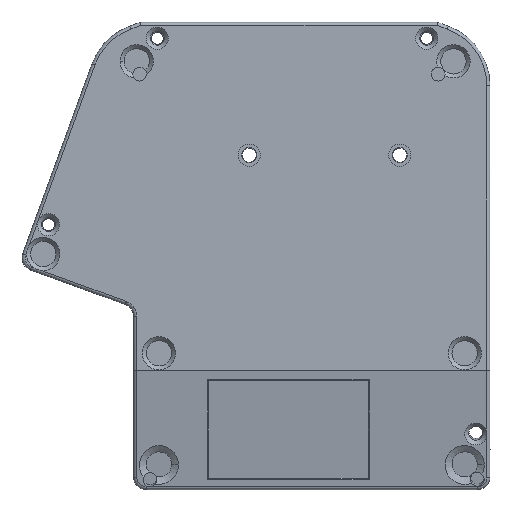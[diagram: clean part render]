
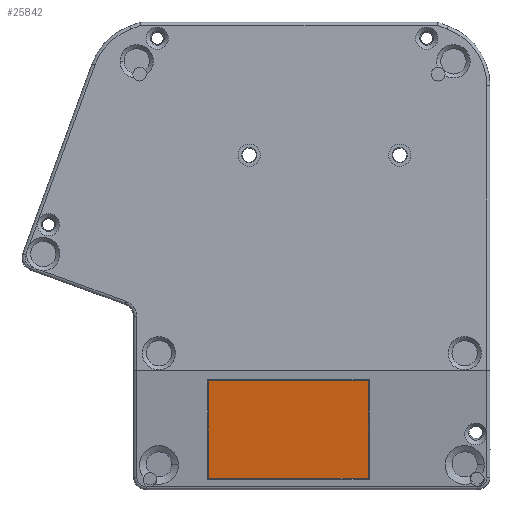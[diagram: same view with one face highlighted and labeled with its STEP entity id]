
A CAD part, front view. The second image highlights one B-rep face of the part: STEP entity #25842.
In plain terms, the highlighted planar face has unit normal (0, -0.988, -0.156).
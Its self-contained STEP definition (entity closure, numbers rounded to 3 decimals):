
#20383 = PLANE('',#20384);
#20384 = AXIS2_PLACEMENT_3D('',#20385,#20386,#20387);
#20385 = CARTESIAN_POINT('',(28.585,-11.803,
    6.106));
#20386 = DIRECTION('',(0.707,-0.698,-0.111));
#20387 = DIRECTION('',(-0.155,0.,
    -0.988));
#20411 = PLANE('',#20412);
#20412 = AXIS2_PLACEMENT_3D('',#20413,#20414,#20415);
#20413 = CARTESIAN_POINT('',(38.307,-11.111,
    1.737));
#20414 = DIRECTION('',(0.,-0.588,-0.809));
#20415 = DIRECTION('',(-1.,0.,0.));
#20439 = PLANE('',#20440);
#20440 = AXIS2_PLACEMENT_3D('',#20441,#20442,#20443);
#20441 = CARTESIAN_POINT('',(92.974,-14.912,
    25.737));
#20442 = DIRECTION('',(-0.707,-0.698,-0.111)
  );
#20443 = DIRECTION('',(-0.155,0.,0.988)
  );
#20465 = PLANE('',#20466);
#20466 = AXIS2_PLACEMENT_3D('',#20467,#20468,#20469);
#20467 = CARTESIAN_POINT('',(70.311,-4.833,
    -37.901));
#20468 = DIRECTION('',(0.,-0.809,0.588));
#20469 = DIRECTION('',(1.,0.,0.));
#23969 = VERTEX_POINT('',#23970);
#23970 = CARTESIAN_POINT('',(28.776,-4.675,
    -37.683));
#23991 = EDGE_CURVE('',#23969,#23992,#23994,.T.);
#23992 = VERTEX_POINT('',#23993);
#23993 = CARTESIAN_POINT('',(28.776,-10.893,
    1.578));
#23994 = SURFACE_CURVE('',#23995,(#23999,#24006),.PCURVE_S1.);
#23995 = LINE('',#23996,#23997);
#23996 = CARTESIAN_POINT('',(28.776,-4.675,
    -37.683));
#23997 = VECTOR('',#23998,1.);
#23998 = DIRECTION('',(0.,-0.156,0.988));
#23999 = PCURVE('',#20383,#24000);
#24000 = DEFINITIONAL_REPRESENTATION('',(#24001),#24005);
#24001 = LINE('',#24002,#24003);
#24002 = CARTESIAN_POINT('',(43.233,9.96));
#24003 = VECTOR('',#24004,1.);
#24004 = DIRECTION('',(-0.976,-0.219));
#24005 = ( GEOMETRIC_REPRESENTATION_CONTEXT(2) 
PARAMETRIC_REPRESENTATION_CONTEXT() REPRESENTATION_CONTEXT('2D SPACE',''
  ) );
#24006 = PCURVE('',#24007,#24012);
#24007 = PLANE('',#24008);
#24008 = AXIS2_PLACEMENT_3D('',#24009,#24010,#24011);
#24009 = CARTESIAN_POINT('',(60.78,-7.784,
    -18.052));
#24010 = DIRECTION('',(0.,0.988,0.156));
#24011 = DIRECTION('',(0.,-0.156,0.988));
#24012 = DEFINITIONAL_REPRESENTATION('',(#24013),#24017);
#24013 = LINE('',#24014,#24015);
#24014 = CARTESIAN_POINT('',(-19.876,-32.004));
#24015 = VECTOR('',#24016,1.);
#24016 = DIRECTION('',(1.,0.));
#24017 = ( GEOMETRIC_REPRESENTATION_CONTEXT(2) 
PARAMETRIC_REPRESENTATION_CONTEXT() REPRESENTATION_CONTEXT('2D SPACE',''
  ) );
#24045 = EDGE_CURVE('',#23992,#24046,#24048,.T.);
#24046 = VERTEX_POINT('',#24047);
#24047 = CARTESIAN_POINT('',(92.784,-10.893,
    1.578));
#24048 = SURFACE_CURVE('',#24049,(#24053,#24060),.PCURVE_S1.);
#24049 = LINE('',#24050,#24051);
#24050 = CARTESIAN_POINT('',(28.776,-10.893,
    1.578));
#24051 = VECTOR('',#24052,1.);
#24052 = DIRECTION('',(1.,0.,0.));
#24053 = PCURVE('',#20411,#24054);
#24054 = DEFINITIONAL_REPRESENTATION('',(#24055),#24059);
#24055 = LINE('',#24056,#24057);
#24056 = CARTESIAN_POINT('',(9.531,0.269));
#24057 = VECTOR('',#24058,1.);
#24058 = DIRECTION('',(-1.,0.));
#24059 = ( GEOMETRIC_REPRESENTATION_CONTEXT(2) 
PARAMETRIC_REPRESENTATION_CONTEXT() REPRESENTATION_CONTEXT('2D SPACE',''
  ) );
#24060 = PCURVE('',#24007,#24061);
#24061 = DEFINITIONAL_REPRESENTATION('',(#24062),#24066);
#24062 = LINE('',#24063,#24064);
#24063 = CARTESIAN_POINT('',(19.876,-32.004));
#24064 = VECTOR('',#24065,1.);
#24065 = DIRECTION('',(0.,1.));
#24066 = ( GEOMETRIC_REPRESENTATION_CONTEXT(2) 
PARAMETRIC_REPRESENTATION_CONTEXT() REPRESENTATION_CONTEXT('2D SPACE',''
  ) );
#24094 = VERTEX_POINT('',#24095);
#24095 = CARTESIAN_POINT('',(92.784,-4.675,
    -37.683));
#24116 = EDGE_CURVE('',#24094,#23969,#24117,.T.);
#24117 = SURFACE_CURVE('',#24118,(#24122,#24129),.PCURVE_S1.);
#24118 = LINE('',#24119,#24120);
#24119 = CARTESIAN_POINT('',(92.784,-4.675,
    -37.683));
#24120 = VECTOR('',#24121,1.);
#24121 = DIRECTION('',(-1.,0.,0.));
#24122 = PCURVE('',#20465,#24123);
#24123 = DEFINITIONAL_REPRESENTATION('',(#24124),#24128);
#24124 = LINE('',#24125,#24126);
#24125 = CARTESIAN_POINT('',(22.473,0.269));
#24126 = VECTOR('',#24127,1.);
#24127 = DIRECTION('',(-1.,0.));
#24128 = ( GEOMETRIC_REPRESENTATION_CONTEXT(2) 
PARAMETRIC_REPRESENTATION_CONTEXT() REPRESENTATION_CONTEXT('2D SPACE',''
  ) );
#24129 = PCURVE('',#24007,#24130);
#24130 = DEFINITIONAL_REPRESENTATION('',(#24131),#24135);
#24131 = LINE('',#24132,#24133);
#24132 = CARTESIAN_POINT('',(-19.876,32.004));
#24133 = VECTOR('',#24134,1.);
#24134 = DIRECTION('',(0.,-1.));
#24135 = ( GEOMETRIC_REPRESENTATION_CONTEXT(2) 
PARAMETRIC_REPRESENTATION_CONTEXT() REPRESENTATION_CONTEXT('2D SPACE',''
  ) );
#24141 = EDGE_CURVE('',#24046,#24094,#24142,.T.);
#24142 = SURFACE_CURVE('',#24143,(#24147,#24154),.PCURVE_S1.);
#24143 = LINE('',#24144,#24145);
#24144 = CARTESIAN_POINT('',(92.784,-10.893,
    1.578));
#24145 = VECTOR('',#24146,1.);
#24146 = DIRECTION('',(0.,0.156,-0.988));
#24147 = PCURVE('',#20439,#24148);
#24148 = DEFINITIONAL_REPRESENTATION('',(#24149),#24153);
#24149 = LINE('',#24150,#24151);
#24150 = CARTESIAN_POINT('',(-23.839,5.616));
#24151 = VECTOR('',#24152,1.);
#24152 = DIRECTION('',(-0.976,0.219));
#24153 = ( GEOMETRIC_REPRESENTATION_CONTEXT(2) 
PARAMETRIC_REPRESENTATION_CONTEXT() REPRESENTATION_CONTEXT('2D SPACE',''
  ) );
#24154 = PCURVE('',#24007,#24155);
#24155 = DEFINITIONAL_REPRESENTATION('',(#24156),#24160);
#24156 = LINE('',#24157,#24158);
#24157 = CARTESIAN_POINT('',(19.876,32.004));
#24158 = VECTOR('',#24159,1.);
#24159 = DIRECTION('',(-1.,0.));
#24160 = ( GEOMETRIC_REPRESENTATION_CONTEXT(2) 
PARAMETRIC_REPRESENTATION_CONTEXT() REPRESENTATION_CONTEXT('2D SPACE',''
  ) );
#25842 = ADVANCED_FACE('',(#25843),#24007,.F.);
#25843 = FACE_BOUND('',#25844,.T.);
#25844 = EDGE_LOOP('',(#25845,#25846,#25847,#25848));
#25845 = ORIENTED_EDGE('',*,*,#24045,.F.);
#25846 = ORIENTED_EDGE('',*,*,#23991,.F.);
#25847 = ORIENTED_EDGE('',*,*,#24116,.F.);
#25848 = ORIENTED_EDGE('',*,*,#24141,.F.);
